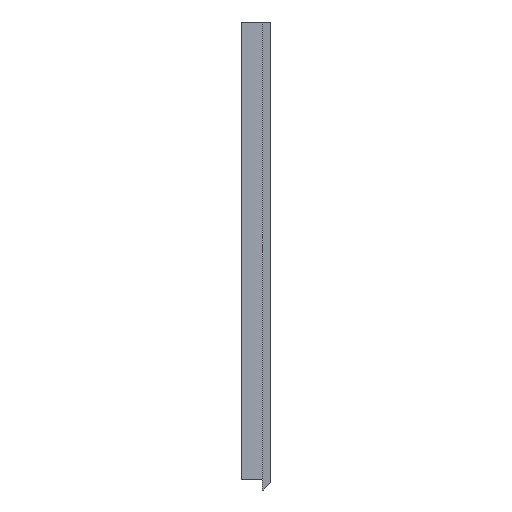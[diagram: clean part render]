
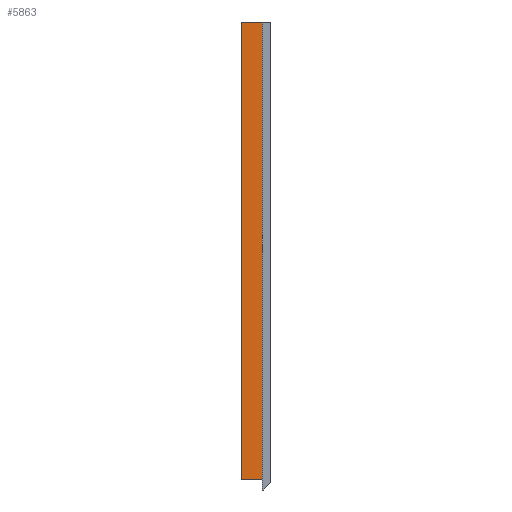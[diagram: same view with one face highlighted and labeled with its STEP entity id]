
A CAD part, left-side view. The second image highlights one B-rep face of the part: STEP entity #5863.
In plain terms, the highlighted planar face has unit normal (-1, 0, 0).
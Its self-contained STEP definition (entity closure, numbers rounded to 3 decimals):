
#1523 = VERTEX_POINT('',#1524);
#1524 = CARTESIAN_POINT('',(-82.5,14.,219.8));
#1530 = EDGE_CURVE('',#1523,#1531,#1533,.T.);
#1531 = VERTEX_POINT('',#1532);
#1532 = CARTESIAN_POINT('',(-82.5,4.,219.8));
#1533 = LINE('',#1534,#1535);
#1534 = CARTESIAN_POINT('',(-82.5,14.,219.8));
#1535 = VECTOR('',#1536,1.);
#1536 = DIRECTION('',(0.,-1.,0.));
#1609 = VERTEX_POINT('',#1610);
#1610 = CARTESIAN_POINT('',(-82.5,4.,5.));
#1616 = EDGE_CURVE('',#1609,#1531,#1617,.T.);
#1617 = LINE('',#1618,#1619);
#1618 = CARTESIAN_POINT('',(-82.5,4.,0.));
#1619 = VECTOR('',#1620,1.);
#1620 = DIRECTION('',(0.,0.,1.));
#5844 = VERTEX_POINT('',#5845);
#5845 = CARTESIAN_POINT('',(-82.5,14.,5.));
#5853 = EDGE_CURVE('',#5844,#1523,#5854,.T.);
#5854 = LINE('',#5855,#5856);
#5855 = CARTESIAN_POINT('',(-82.5,14.,0.));
#5856 = VECTOR('',#5857,1.);
#5857 = DIRECTION('',(0.,0.,1.));
#5863 = ADVANCED_FACE('',(#5864),#5875,.F.);
#5864 = FACE_BOUND('',#5865,.F.);
#5865 = EDGE_LOOP('',(#5866,#5872,#5873,#5874));
#5866 = ORIENTED_EDGE('',*,*,#5867,.T.);
#5867 = EDGE_CURVE('',#1609,#5844,#5868,.T.);
#5868 = LINE('',#5869,#5870);
#5869 = CARTESIAN_POINT('',(-82.5,4.,5.));
#5870 = VECTOR('',#5871,1.);
#5871 = DIRECTION('',(0.,1.,0.));
#5872 = ORIENTED_EDGE('',*,*,#5853,.T.);
#5873 = ORIENTED_EDGE('',*,*,#1530,.T.);
#5874 = ORIENTED_EDGE('',*,*,#1616,.F.);
#5875 = PLANE('',#5876);
#5876 = AXIS2_PLACEMENT_3D('',#5877,#5878,#5879);
#5877 = CARTESIAN_POINT('',(-82.5,14.,0.));
#5878 = DIRECTION('',(1.,0.,0.));
#5879 = DIRECTION('',(0.,-1.,0.));
